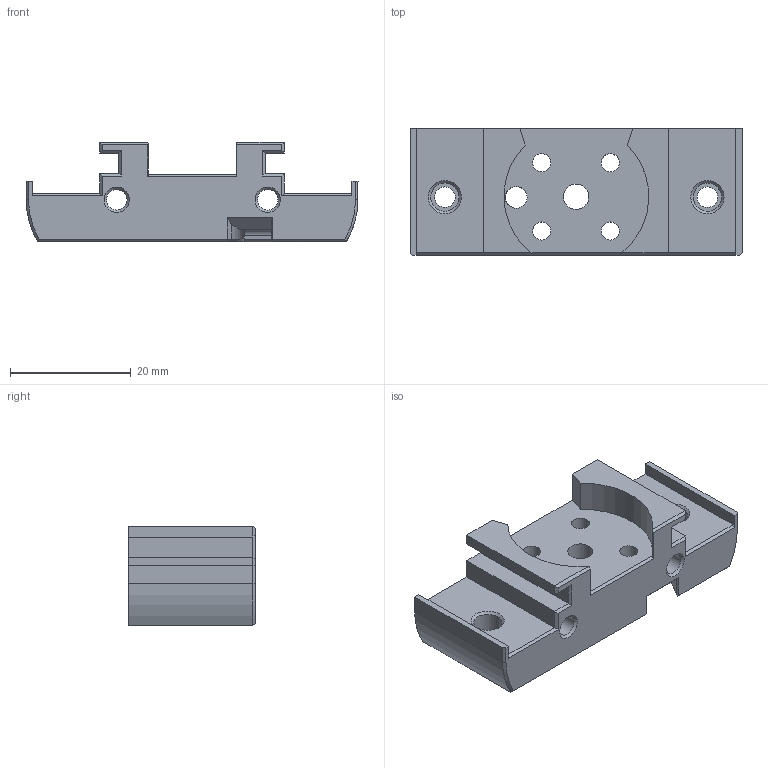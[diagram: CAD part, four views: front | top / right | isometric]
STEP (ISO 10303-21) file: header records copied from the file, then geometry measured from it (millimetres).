
FILE_DESCRIPTION(/* description */ ('STEP AP242','CAx-IF Rec.Pracs.---Representation and Presentation of Product Manufacturing Information (PMI)---4.0---2014-10-13','CAx-IF Rec.Pracs.---3D Tessellated Geometry---0.4---2014-09-14','2;1'),/* implementation_level */ '2;1');
FILE_NAME(/* name */ '68a44539b527b347008436ac',/* time_stamp */ '2025-08-19T09:34:50Z',/* author */ (''),/* organization */ (''),/* preprocessor_version */ 'ST-DEVELOPER v20',/* originating_system */ 'ONSHAPE BY PTC INC, 1.202',/* authorisation */ ' ');
FILE_SCHEMA (('AP242_MANAGED_MODEL_BASED_3D_ENGINEERING_MIM_LF { 1 0 10303 442 1 1 4 }'));
Length unit declared in the file: metre
Products named in the file (1): Dragon_Ace_HF_Mount
Bounding box: 55 x 21 x 16.5 mm (x, y, z)
Volume: 9869.2 mm3; surface area: 6178.7 mm2
Topology: 1 solids, 1 shells, 135 faces, 365 edges, 235 vertices
Faces by surface type: plane 91, cylinder 30, cone 14
Full cylindrical faces by diameter (mm): 3 x4, 3.4 x2, 3.417 x2, 3.6 x1, 4.2 x1, 4.7 x2, 6 x4
Entity records: 4109 total; most frequent: CARTESIAN_POINT 744, DIRECTION 692, ORIENTED_EDGE 658, EDGE_CURVE 329, AXIS2_PLACEMENT_3D 237, VERTEX_POINT 226, LINE 218, VECTOR 218
